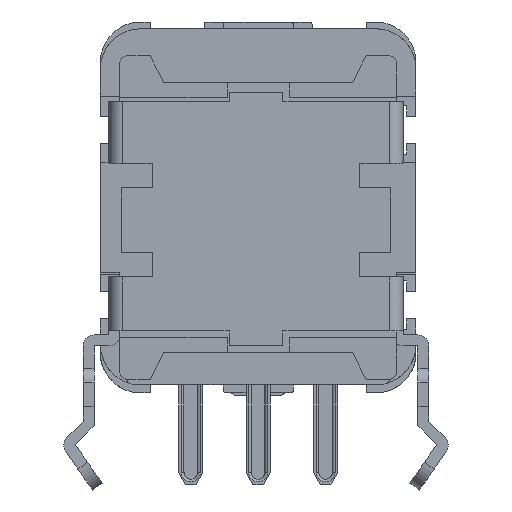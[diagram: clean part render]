
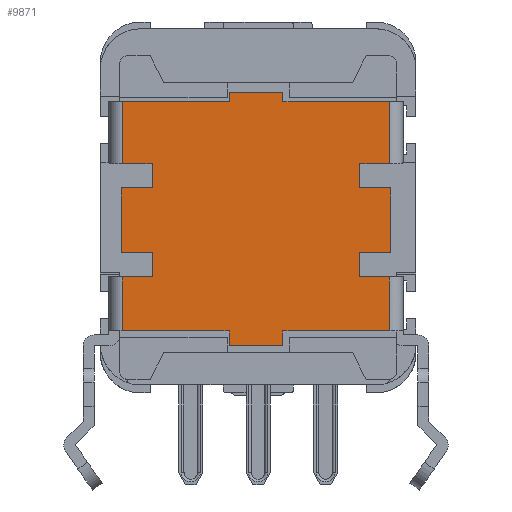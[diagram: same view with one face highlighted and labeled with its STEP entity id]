
A CAD part, front view. The second image highlights one B-rep face of the part: STEP entity #9871.
In plain terms, the highlighted planar face has unit normal (0, -1, 0).
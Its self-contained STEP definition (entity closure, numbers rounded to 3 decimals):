
#499=DIRECTION('',(-1.,0.,0.));
#500=VECTOR('',#499,50.8);
#501=CARTESIAN_POINT('',(171.958,-66.04,-304.768));
#502=LINE('',#501,#500);
#503=DIRECTION('',(0.,0.,1.));
#504=VECTOR('',#503,13.938);
#505=CARTESIAN_POINT('',(121.158,-66.04,-304.768));
#506=LINE('',#505,#504);
#507=DIRECTION('',(1.,0.,0.));
#508=VECTOR('',#507,100.33);
#509=CARTESIAN_POINT('',(20.828,-66.04,-290.83));
#510=LINE('',#509,#508);
#511=DIRECTION('',(1.,0.,0.));
#512=VECTOR('',#511,27.94);
#513=CARTESIAN_POINT('',(20.828,-66.04,-240.03));
#514=LINE('',#513,#512);
#515=DIRECTION('',(0.,0.,1.));
#516=VECTOR('',#515,22.86);
#517=CARTESIAN_POINT('',(48.768,-66.04,-240.03));
#518=LINE('',#517,#516);
#519=DIRECTION('',(-1.,0.,0.));
#520=VECTOR('',#519,29.21);
#521=CARTESIAN_POINT('',(48.768,-66.04,-217.17));
#522=LINE('',#521,#520);
#523=DIRECTION('',(0.,0.,-1.));
#524=VECTOR('',#523,60.96);
#525=CARTESIAN_POINT('',(19.558,-66.04,-156.21));
#526=LINE('',#525,#524);
#527=DIRECTION('',(1.,0.,0.));
#528=VECTOR('',#527,29.21);
#529=CARTESIAN_POINT('',(19.558,-66.04,-156.21));
#530=LINE('',#529,#528);
#531=DIRECTION('',(0.,0.,1.));
#532=VECTOR('',#531,22.86);
#533=CARTESIAN_POINT('',(48.768,-66.04,-156.21));
#534=LINE('',#533,#532);
#535=DIRECTION('',(-1.,0.,0.));
#536=VECTOR('',#535,27.94);
#537=CARTESIAN_POINT('',(48.768,-66.04,-133.35));
#538=LINE('',#537,#536);
#539=DIRECTION('',(1.,0.,0.));
#540=VECTOR('',#539,100.33);
#541=CARTESIAN_POINT('',(20.828,-66.04,-74.93));
#542=LINE('',#541,#540);
#543=DIRECTION('',(0.,0.,-1.));
#544=VECTOR('',#543,8.89);
#545=CARTESIAN_POINT('',(121.158,-66.04,-66.04));
#546=LINE('',#545,#544);
#547=DIRECTION('',(1.,0.,0.));
#548=VECTOR('',#547,50.8);
#549=CARTESIAN_POINT('',(121.158,-66.04,-66.04));
#550=LINE('',#549,#548);
#551=DIRECTION('',(0.,0.,-1.));
#552=VECTOR('',#551,8.89);
#553=CARTESIAN_POINT('',(171.958,-66.04,-66.04));
#554=LINE('',#553,#552);
#555=DIRECTION('',(-1.,0.,0.));
#556=VECTOR('',#555,100.33);
#557=CARTESIAN_POINT('',(272.288,-66.04,-74.93));
#558=LINE('',#557,#556);
#559=DIRECTION('',(-1.,0.,0.));
#560=VECTOR('',#559,27.94);
#561=CARTESIAN_POINT('',(272.288,-66.04,-133.35));
#562=LINE('',#561,#560);
#563=DIRECTION('',(0.,0.,-1.));
#564=VECTOR('',#563,22.86);
#565=CARTESIAN_POINT('',(244.348,-66.04,-133.35));
#566=LINE('',#565,#564);
#567=DIRECTION('',(1.,0.,0.));
#568=VECTOR('',#567,29.21);
#569=CARTESIAN_POINT('',(244.348,-66.04,-156.21));
#570=LINE('',#569,#568);
#571=DIRECTION('',(0.,0.,1.));
#572=VECTOR('',#571,60.96);
#573=CARTESIAN_POINT('',(273.558,-66.04,-217.17));
#574=LINE('',#573,#572);
#575=DIRECTION('',(-1.,0.,0.));
#576=VECTOR('',#575,29.21);
#577=CARTESIAN_POINT('',(273.558,-66.04,-217.17));
#578=LINE('',#577,#576);
#579=DIRECTION('',(0.,0.,-1.));
#580=VECTOR('',#579,22.86);
#581=CARTESIAN_POINT('',(244.348,-66.04,-217.17));
#582=LINE('',#581,#580);
#583=DIRECTION('',(1.,0.,0.));
#584=VECTOR('',#583,27.94);
#585=CARTESIAN_POINT('',(244.348,-66.04,-240.03));
#586=LINE('',#585,#584);
#587=DIRECTION('',(-1.,0.,0.));
#588=VECTOR('',#587,100.33);
#589=CARTESIAN_POINT('',(272.288,-66.04,-290.83));
#590=LINE('',#589,#588);
#591=DIRECTION('',(0.,0.,1.));
#592=VECTOR('',#591,13.938);
#593=CARTESIAN_POINT('',(171.958,-66.04,-304.768));
#594=LINE('',#593,#592);
#971=DIRECTION('',(0.,0.,1.));
#972=VECTOR('',#971,50.8);
#973=CARTESIAN_POINT('',(272.288,-66.04,-290.83));
#974=LINE('',#973,#972);
#1041=DIRECTION('',(0.,0.,1.));
#1042=VECTOR('',#1041,58.42);
#1043=CARTESIAN_POINT('',(272.288,-66.04,-133.35));
#1044=LINE('',#1043,#1042);
#1711=DIRECTION('',(0.,0.,-1.));
#1712=VECTOR('',#1711,58.42);
#1713=CARTESIAN_POINT('',(20.828,-66.04,-74.93));
#1714=LINE('',#1713,#1712);
#6951=DIRECTION('',(0.,0.,-1.));
#6952=VECTOR('',#6951,50.8);
#6953=CARTESIAN_POINT('',(20.828,-66.04,-240.03));
#6954=LINE('',#6953,#6952);
#8420=CARTESIAN_POINT('',(244.348,-66.04,-133.35));
#8421=CARTESIAN_POINT('',(244.348,-66.04,-156.21));
#8422=VERTEX_POINT('',#8420);
#8423=VERTEX_POINT('',#8421);
#8424=CARTESIAN_POINT('',(244.348,-66.04,-217.17));
#8425=CARTESIAN_POINT('',(244.348,-66.04,-240.03));
#8426=VERTEX_POINT('',#8424);
#8427=VERTEX_POINT('',#8425);
#8428=CARTESIAN_POINT('',(48.768,-66.04,-240.03));
#8429=CARTESIAN_POINT('',(48.768,-66.04,-217.17));
#8430=VERTEX_POINT('',#8428);
#8431=VERTEX_POINT('',#8429);
#8432=CARTESIAN_POINT('',(48.768,-66.04,-156.21));
#8433=CARTESIAN_POINT('',(48.768,-66.04,-133.35));
#8434=VERTEX_POINT('',#8432);
#8435=VERTEX_POINT('',#8433);
#8436=CARTESIAN_POINT('',(121.158,-66.04,-66.04));
#8437=CARTESIAN_POINT('',(121.158,-66.04,-74.93));
#8438=VERTEX_POINT('',#8436);
#8439=VERTEX_POINT('',#8437);
#8440=CARTESIAN_POINT('',(171.958,-66.04,-66.04));
#8441=CARTESIAN_POINT('',(171.958,-66.04,-74.93));
#8442=VERTEX_POINT('',#8440);
#8443=VERTEX_POINT('',#8441);
#8488=CARTESIAN_POINT('',(272.288,-66.04,-133.35));
#8489=CARTESIAN_POINT('',(272.288,-66.04,-74.93));
#8490=VERTEX_POINT('',#8488);
#8491=VERTEX_POINT('',#8489);
#8494=CARTESIAN_POINT('',(272.288,-66.04,-290.83));
#8495=CARTESIAN_POINT('',(272.288,-66.04,-240.03));
#8496=VERTEX_POINT('',#8494);
#8497=VERTEX_POINT('',#8495);
#8501=CARTESIAN_POINT('',(20.828,-66.04,-240.03));
#8503=VERTEX_POINT('',#8501);
#8504=CARTESIAN_POINT('',(20.828,-66.04,-290.83));
#8505=VERTEX_POINT('',#8504);
#8507=CARTESIAN_POINT('',(20.828,-66.04,-74.93));
#8509=VERTEX_POINT('',#8507);
#8510=CARTESIAN_POINT('',(20.828,-66.04,-133.35));
#8511=VERTEX_POINT('',#8510);
#8512=CARTESIAN_POINT('',(19.558,-66.04,-156.21));
#8513=CARTESIAN_POINT('',(19.558,-66.04,-217.17));
#8514=VERTEX_POINT('',#8512);
#8515=VERTEX_POINT('',#8513);
#8516=CARTESIAN_POINT('',(273.558,-66.04,-217.17));
#8517=CARTESIAN_POINT('',(273.558,-66.04,-156.21));
#8518=VERTEX_POINT('',#8516);
#8519=VERTEX_POINT('',#8517);
#8520=CARTESIAN_POINT('',(121.158,-66.04,-290.83));
#8521=VERTEX_POINT('',#8520);
#8522=CARTESIAN_POINT('',(171.958,-66.04,-290.83));
#8523=VERTEX_POINT('',#8522);
#8536=CARTESIAN_POINT('',(171.958,-66.04,-304.768));
#8537=CARTESIAN_POINT('',(121.158,-66.04,-304.768));
#8538=VERTEX_POINT('',#8536);
#8539=VERTEX_POINT('',#8537);
#9810=CARTESIAN_POINT('',(146.558,-66.04,-186.69));
#9811=DIRECTION('',(0.,1.,0.));
#9812=DIRECTION('',(0.,0.,-1.));
#9813=AXIS2_PLACEMENT_3D('',#9810,#9811,#9812);
#9814=PLANE('',#9813);
#9816=ORIENTED_EDGE('',*,*,#9815,.T.);
#9817=ORIENTED_EDGE('',*,*,#9803,.T.);
#9818=ORIENTED_EDGE('',*,*,#9345,.F.);
#9820=ORIENTED_EDGE('',*,*,#9819,.F.);
#9822=ORIENTED_EDGE('',*,*,#9821,.T.);
#9824=ORIENTED_EDGE('',*,*,#9823,.T.);
#9826=ORIENTED_EDGE('',*,*,#9825,.T.);
#9828=ORIENTED_EDGE('',*,*,#9827,.F.);
#9830=ORIENTED_EDGE('',*,*,#9829,.T.);
#9832=ORIENTED_EDGE('',*,*,#9831,.T.);
#9834=ORIENTED_EDGE('',*,*,#9833,.T.);
#9836=ORIENTED_EDGE('',*,*,#9835,.F.);
#9838=ORIENTED_EDGE('',*,*,#9837,.T.);
#9840=ORIENTED_EDGE('',*,*,#9839,.F.);
#9842=ORIENTED_EDGE('',*,*,#9841,.T.);
#9844=ORIENTED_EDGE('',*,*,#9843,.T.);
#9846=ORIENTED_EDGE('',*,*,#9845,.F.);
#9848=ORIENTED_EDGE('',*,*,#9847,.F.);
#9850=ORIENTED_EDGE('',*,*,#9849,.T.);
#9852=ORIENTED_EDGE('',*,*,#9851,.T.);
#9854=ORIENTED_EDGE('',*,*,#9853,.T.);
#9856=ORIENTED_EDGE('',*,*,#9855,.F.);
#9858=ORIENTED_EDGE('',*,*,#9857,.T.);
#9860=ORIENTED_EDGE('',*,*,#9859,.T.);
#9862=ORIENTED_EDGE('',*,*,#9861,.T.);
#9864=ORIENTED_EDGE('',*,*,#9863,.F.);
#9866=ORIENTED_EDGE('',*,*,#9865,.T.);
#9868=ORIENTED_EDGE('',*,*,#9867,.F.);
#9869=EDGE_LOOP('',(#9816,#9817,#9818,#9820,#9822,#9824,#9826,#9828,#9830,#9832,
#9834,#9836,#9838,#9840,#9842,#9844,#9846,#9848,#9850,#9852,#9854,#9856,#9858,
#9860,#9862,#9864,#9866,#9868));
#9870=FACE_OUTER_BOUND('',#9869,.F.);
#9871=ADVANCED_FACE('',(#9870),#9814,.F.);
#9345=EDGE_CURVE('',#8505,#8521,#510,.T.);
#9803=EDGE_CURVE('',#8539,#8521,#506,.T.);
#9815=EDGE_CURVE('',#8538,#8539,#502,.T.);
#9819=EDGE_CURVE('',#8503,#8505,#6954,.T.);
#9821=EDGE_CURVE('',#8503,#8430,#514,.T.);
#9823=EDGE_CURVE('',#8430,#8431,#518,.T.);
#9825=EDGE_CURVE('',#8431,#8515,#522,.T.);
#9827=EDGE_CURVE('',#8514,#8515,#526,.T.);
#9829=EDGE_CURVE('',#8514,#8434,#530,.T.);
#9831=EDGE_CURVE('',#8434,#8435,#534,.T.);
#9833=EDGE_CURVE('',#8435,#8511,#538,.T.);
#9835=EDGE_CURVE('',#8509,#8511,#1714,.T.);
#9837=EDGE_CURVE('',#8509,#8439,#542,.T.);
#9839=EDGE_CURVE('',#8438,#8439,#546,.T.);
#9841=EDGE_CURVE('',#8438,#8442,#550,.T.);
#9843=EDGE_CURVE('',#8442,#8443,#554,.T.);
#9845=EDGE_CURVE('',#8491,#8443,#558,.T.);
#9847=EDGE_CURVE('',#8490,#8491,#1044,.T.);
#9849=EDGE_CURVE('',#8490,#8422,#562,.T.);
#9851=EDGE_CURVE('',#8422,#8423,#566,.T.);
#9853=EDGE_CURVE('',#8423,#8519,#570,.T.);
#9855=EDGE_CURVE('',#8518,#8519,#574,.T.);
#9857=EDGE_CURVE('',#8518,#8426,#578,.T.);
#9859=EDGE_CURVE('',#8426,#8427,#582,.T.);
#9861=EDGE_CURVE('',#8427,#8497,#586,.T.);
#9863=EDGE_CURVE('',#8496,#8497,#974,.T.);
#9865=EDGE_CURVE('',#8496,#8523,#590,.T.);
#9867=EDGE_CURVE('',#8538,#8523,#594,.T.);
